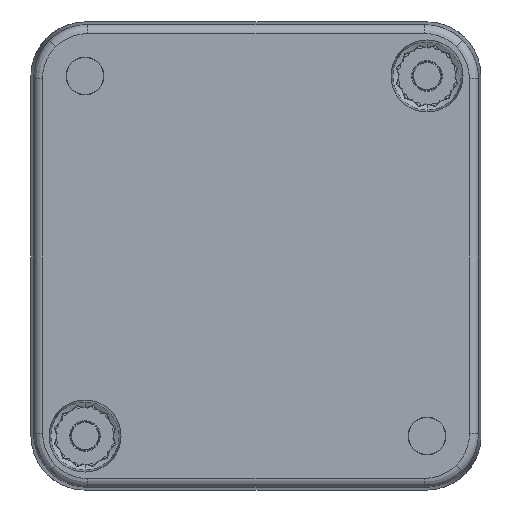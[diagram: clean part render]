
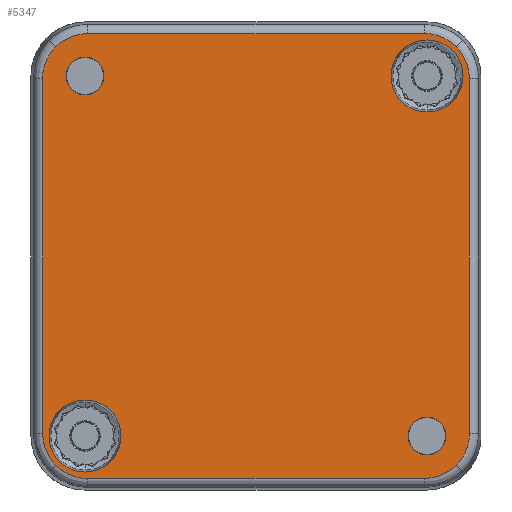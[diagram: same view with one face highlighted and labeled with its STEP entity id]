
A CAD part, front view. The second image highlights one B-rep face of the part: STEP entity #5347.
In plain terms, the highlighted planar face has unit normal (0, -1, 0).
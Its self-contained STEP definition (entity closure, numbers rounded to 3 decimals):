
#568 = VERTEX_POINT('',#569);
#569 = CARTESIAN_POINT('',(19.,-26.5,16.));
#575 = EDGE_CURVE('',#576,#568,#578,.T.);
#576 = VERTEX_POINT('',#577);
#577 = CARTESIAN_POINT('',(19.,-26.5,24.));
#578 = CIRCLE('',#579,4.);
#579 = AXIS2_PLACEMENT_3D('',#580,#581,#582);
#580 = CARTESIAN_POINT('',(19.,-26.5,20.));
#581 = DIRECTION('',(0.,-1.,0.));
#582 = DIRECTION('',(0.,0.,-1.));
#610 = VERTEX_POINT('',#611);
#611 = CARTESIAN_POINT('',(-19.,-26.5,-24.));
#617 = EDGE_CURVE('',#618,#610,#620,.T.);
#618 = VERTEX_POINT('',#619);
#619 = CARTESIAN_POINT('',(-19.,-26.5,-16.));
#620 = CIRCLE('',#621,4.);
#621 = AXIS2_PLACEMENT_3D('',#622,#623,#624);
#622 = CARTESIAN_POINT('',(-19.,-26.5,-20.));
#623 = DIRECTION('',(0.,-1.,0.));
#624 = DIRECTION('',(0.,0.,-1.));
#650 = VERTEX_POINT('',#651);
#651 = CARTESIAN_POINT('',(-19.,-26.5,22.1));
#669 = VERTEX_POINT('',#670);
#670 = CARTESIAN_POINT('',(-19.,-26.5,17.9));
#676 = EDGE_CURVE('',#669,#650,#677,.T.);
#677 = CIRCLE('',#678,2.1);
#678 = AXIS2_PLACEMENT_3D('',#679,#680,#681);
#679 = CARTESIAN_POINT('',(-19.,-26.5,20.));
#680 = DIRECTION('',(0.,1.,0.));
#681 = DIRECTION('',(0.,-0.,1.));
#692 = VERTEX_POINT('',#693);
#693 = CARTESIAN_POINT('',(19.,-26.5,-17.9));
#711 = VERTEX_POINT('',#712);
#712 = CARTESIAN_POINT('',(19.,-26.5,-22.1));
#718 = EDGE_CURVE('',#711,#692,#719,.T.);
#719 = CIRCLE('',#720,2.1);
#720 = AXIS2_PLACEMENT_3D('',#721,#722,#723);
#721 = CARTESIAN_POINT('',(19.,-26.5,-20.));
#722 = DIRECTION('',(0.,1.,0.));
#723 = DIRECTION('',(0.,-0.,1.));
#995 = VERTEX_POINT('',#996);
#996 = CARTESIAN_POINT('',(22.247,-26.5,23.247));
#1003 = EDGE_CURVE('',#1004,#995,#1006,.T.);
#1004 = VERTEX_POINT('',#1005);
#1005 = CARTESIAN_POINT('',(23.712,-26.5,19.712));
#1006 = ( BOUNDED_CURVE() B_SPLINE_CURVE(3,(#1007,#1008,#1009,#1010),
.UNSPECIFIED.,.F.,.F.) B_SPLINE_CURVE_WITH_KNOTS((4,4),(5.498,
6.283),.PIECEWISE_BEZIER_KNOTS.) CURVE() 
GEOMETRIC_REPRESENTATION_ITEM() RATIONAL_B_SPLINE_CURVE((1.,
0.949,0.949,1.)) REPRESENTATION_ITEM('') );
#1007 = CARTESIAN_POINT('',(23.712,-26.5,19.712));
#1008 = CARTESIAN_POINT('',(23.712,-26.5,21.056));
#1009 = CARTESIAN_POINT('',(23.197,-26.5,22.297));
#1010 = CARTESIAN_POINT('',(22.247,-26.5,23.247));
#1053 = VERTEX_POINT('',#1054);
#1054 = CARTESIAN_POINT('',(-22.247,-26.5,23.247));
#1061 = EDGE_CURVE('',#1062,#1053,#1064,.T.);
#1062 = VERTEX_POINT('',#1063);
#1063 = CARTESIAN_POINT('',(-18.712,-26.5,24.712));
#1064 = ( BOUNDED_CURVE() B_SPLINE_CURVE(3,(#1065,#1066,#1067,#1068),
.UNSPECIFIED.,.F.,.F.) B_SPLINE_CURVE_WITH_KNOTS((4,4),(5.498,
6.283),.PIECEWISE_BEZIER_KNOTS.) CURVE() 
GEOMETRIC_REPRESENTATION_ITEM() RATIONAL_B_SPLINE_CURVE((1.,
0.949,0.949,1.)) REPRESENTATION_ITEM('') );
#1065 = CARTESIAN_POINT('',(-18.712,-26.5,24.712));
#1066 = CARTESIAN_POINT('',(-20.056,-26.5,24.712));
#1067 = CARTESIAN_POINT('',(-21.297,-26.5,24.197));
#1068 = CARTESIAN_POINT('',(-22.247,-26.5,23.247));
#1111 = VERTEX_POINT('',#1112);
#1112 = CARTESIAN_POINT('',(-22.247,-26.5,-23.247));
#1119 = EDGE_CURVE('',#1120,#1111,#1122,.T.);
#1120 = VERTEX_POINT('',#1121);
#1121 = CARTESIAN_POINT('',(-23.712,-26.5,-19.712));
#1122 = ( BOUNDED_CURVE() B_SPLINE_CURVE(3,(#1123,#1124,#1125,#1126),
.UNSPECIFIED.,.F.,.F.) B_SPLINE_CURVE_WITH_KNOTS((4,4),(5.498,
6.283),.PIECEWISE_BEZIER_KNOTS.) CURVE() 
GEOMETRIC_REPRESENTATION_ITEM() RATIONAL_B_SPLINE_CURVE((1.,
0.949,0.949,1.)) REPRESENTATION_ITEM('') );
#1123 = CARTESIAN_POINT('',(-23.712,-26.5,-19.712));
#1124 = CARTESIAN_POINT('',(-23.712,-26.5,-21.056));
#1125 = CARTESIAN_POINT('',(-23.197,-26.5,-22.297));
#1126 = CARTESIAN_POINT('',(-22.247,-26.5,-23.247));
#1169 = VERTEX_POINT('',#1170);
#1170 = CARTESIAN_POINT('',(22.247,-26.5,-23.247));
#1177 = EDGE_CURVE('',#1178,#1169,#1180,.T.);
#1178 = VERTEX_POINT('',#1179);
#1179 = CARTESIAN_POINT('',(18.712,-26.5,-24.712));
#1180 = ( BOUNDED_CURVE() B_SPLINE_CURVE(3,(#1181,#1182,#1183,#1184),
.UNSPECIFIED.,.F.,.F.) B_SPLINE_CURVE_WITH_KNOTS((4,4),(5.498,
6.283),.PIECEWISE_BEZIER_KNOTS.) CURVE() 
GEOMETRIC_REPRESENTATION_ITEM() RATIONAL_B_SPLINE_CURVE((1.,
0.949,0.949,1.)) REPRESENTATION_ITEM('') );
#1181 = CARTESIAN_POINT('',(18.712,-26.5,-24.712));
#1182 = CARTESIAN_POINT('',(20.056,-26.5,-24.712));
#1183 = CARTESIAN_POINT('',(21.297,-26.5,-24.197));
#1184 = CARTESIAN_POINT('',(22.247,-26.5,-23.247));
#5347 = ADVANCED_FACE('',(#5348,#5358,#5368,#5378,#5388),#5454,.T.);
#5348 = FACE_BOUND('',#5349,.T.);
#5349 = EDGE_LOOP('',(#5350,#5357));
#5350 = ORIENTED_EDGE('',*,*,#5351,.F.);
#5351 = EDGE_CURVE('',#568,#576,#5352,.T.);
#5352 = CIRCLE('',#5353,4.);
#5353 = AXIS2_PLACEMENT_3D('',#5354,#5355,#5356);
#5354 = CARTESIAN_POINT('',(19.,-26.5,20.));
#5355 = DIRECTION('',(0.,-1.,0.));
#5356 = DIRECTION('',(0.,0.,-1.));
#5357 = ORIENTED_EDGE('',*,*,#575,.F.);
#5358 = FACE_BOUND('',#5359,.T.);
#5359 = EDGE_LOOP('',(#5360,#5367));
#5360 = ORIENTED_EDGE('',*,*,#5361,.F.);
#5361 = EDGE_CURVE('',#610,#618,#5362,.T.);
#5362 = CIRCLE('',#5363,4.);
#5363 = AXIS2_PLACEMENT_3D('',#5364,#5365,#5366);
#5364 = CARTESIAN_POINT('',(-19.,-26.5,-20.));
#5365 = DIRECTION('',(0.,-1.,0.));
#5366 = DIRECTION('',(0.,0.,-1.));
#5367 = ORIENTED_EDGE('',*,*,#617,.F.);
#5368 = FACE_BOUND('',#5369,.T.);
#5369 = EDGE_LOOP('',(#5370,#5377));
#5370 = ORIENTED_EDGE('',*,*,#5371,.T.);
#5371 = EDGE_CURVE('',#650,#669,#5372,.T.);
#5372 = CIRCLE('',#5373,2.1);
#5373 = AXIS2_PLACEMENT_3D('',#5374,#5375,#5376);
#5374 = CARTESIAN_POINT('',(-19.,-26.5,20.));
#5375 = DIRECTION('',(0.,1.,0.));
#5376 = DIRECTION('',(0.,-0.,1.));
#5377 = ORIENTED_EDGE('',*,*,#676,.T.);
#5378 = FACE_BOUND('',#5379,.T.);
#5379 = EDGE_LOOP('',(#5380,#5387));
#5380 = ORIENTED_EDGE('',*,*,#5381,.T.);
#5381 = EDGE_CURVE('',#692,#711,#5382,.T.);
#5382 = CIRCLE('',#5383,2.1);
#5383 = AXIS2_PLACEMENT_3D('',#5384,#5385,#5386);
#5384 = CARTESIAN_POINT('',(19.,-26.5,-20.));
#5385 = DIRECTION('',(0.,1.,0.));
#5386 = DIRECTION('',(0.,-0.,1.));
#5387 = ORIENTED_EDGE('',*,*,#718,.T.);
#5388 = FACE_BOUND('',#5389,.T.);
#5389 = EDGE_LOOP('',(#5390,#5398,#5399,#5408,#5414,#5415,#5424,#5430,
    #5431,#5440,#5446,#5447));
#5390 = ORIENTED_EDGE('',*,*,#5391,.T.);
#5391 = EDGE_CURVE('',#5392,#1178,#5394,.T.);
#5392 = VERTEX_POINT('',#5393);
#5393 = CARTESIAN_POINT('',(-18.712,-26.5,-24.712));
#5394 = LINE('',#5395,#5396);
#5395 = CARTESIAN_POINT('',(25.,-26.5,-24.712));
#5396 = VECTOR('',#5397,1.);
#5397 = DIRECTION('',(1.,-0.,-0.));
#5398 = ORIENTED_EDGE('',*,*,#1177,.T.);
#5399 = ORIENTED_EDGE('',*,*,#5400,.T.);
#5400 = EDGE_CURVE('',#1169,#5401,#5403,.T.);
#5401 = VERTEX_POINT('',#5402);
#5402 = CARTESIAN_POINT('',(23.712,-26.5,-19.712));
#5403 = ( BOUNDED_CURVE() B_SPLINE_CURVE(3,(#5404,#5405,#5406,#5407),
.UNSPECIFIED.,.F.,.F.) B_SPLINE_CURVE_WITH_KNOTS((4,4),(0.,
0.785),.PIECEWISE_BEZIER_KNOTS.) CURVE() 
GEOMETRIC_REPRESENTATION_ITEM() RATIONAL_B_SPLINE_CURVE((1.,
0.949,0.949,1.)) REPRESENTATION_ITEM('') );
#5404 = CARTESIAN_POINT('',(22.247,-26.5,-23.247));
#5405 = CARTESIAN_POINT('',(23.197,-26.5,-22.297));
#5406 = CARTESIAN_POINT('',(23.712,-26.5,-21.056));
#5407 = CARTESIAN_POINT('',(23.712,-26.5,-19.712));
#5408 = ORIENTED_EDGE('',*,*,#5409,.T.);
#5409 = EDGE_CURVE('',#5401,#1004,#5410,.T.);
#5410 = LINE('',#5411,#5412);
#5411 = CARTESIAN_POINT('',(23.712,-26.5,-26.));
#5412 = VECTOR('',#5413,1.);
#5413 = DIRECTION('',(-0.,-0.,1.));
#5414 = ORIENTED_EDGE('',*,*,#1003,.T.);
#5415 = ORIENTED_EDGE('',*,*,#5416,.T.);
#5416 = EDGE_CURVE('',#995,#5417,#5419,.T.);
#5417 = VERTEX_POINT('',#5418);
#5418 = CARTESIAN_POINT('',(18.712,-26.5,24.712));
#5419 = ( BOUNDED_CURVE() B_SPLINE_CURVE(3,(#5420,#5421,#5422,#5423),
.UNSPECIFIED.,.F.,.F.) B_SPLINE_CURVE_WITH_KNOTS((4,4),(
0.,0.785),.PIECEWISE_BEZIER_KNOTS.) CURVE() 
GEOMETRIC_REPRESENTATION_ITEM() RATIONAL_B_SPLINE_CURVE((1.,
0.949,0.949,1.)) REPRESENTATION_ITEM('') );
#5420 = CARTESIAN_POINT('',(22.247,-26.5,23.247));
#5421 = CARTESIAN_POINT('',(21.297,-26.5,24.197));
#5422 = CARTESIAN_POINT('',(20.056,-26.5,24.712));
#5423 = CARTESIAN_POINT('',(18.712,-26.5,24.712));
#5424 = ORIENTED_EDGE('',*,*,#5425,.T.);
#5425 = EDGE_CURVE('',#5417,#1062,#5426,.T.);
#5426 = LINE('',#5427,#5428);
#5427 = CARTESIAN_POINT('',(25.,-26.5,24.712));
#5428 = VECTOR('',#5429,1.);
#5429 = DIRECTION('',(-1.,-0.,-0.));
#5430 = ORIENTED_EDGE('',*,*,#1061,.T.);
#5431 = ORIENTED_EDGE('',*,*,#5432,.T.);
#5432 = EDGE_CURVE('',#1053,#5433,#5435,.T.);
#5433 = VERTEX_POINT('',#5434);
#5434 = CARTESIAN_POINT('',(-23.712,-26.5,19.712));
#5435 = ( BOUNDED_CURVE() B_SPLINE_CURVE(3,(#5436,#5437,#5438,#5439),
.UNSPECIFIED.,.F.,.F.) B_SPLINE_CURVE_WITH_KNOTS((4,4),(0.,
0.785),.PIECEWISE_BEZIER_KNOTS.) CURVE() 
GEOMETRIC_REPRESENTATION_ITEM() RATIONAL_B_SPLINE_CURVE((1.,
0.949,0.949,1.)) REPRESENTATION_ITEM('') );
#5436 = CARTESIAN_POINT('',(-22.247,-26.5,23.247));
#5437 = CARTESIAN_POINT('',(-23.197,-26.5,22.297));
#5438 = CARTESIAN_POINT('',(-23.712,-26.5,21.056));
#5439 = CARTESIAN_POINT('',(-23.712,-26.5,19.712));
#5440 = ORIENTED_EDGE('',*,*,#5441,.T.);
#5441 = EDGE_CURVE('',#5433,#1120,#5442,.T.);
#5442 = LINE('',#5443,#5444);
#5443 = CARTESIAN_POINT('',(-23.712,-26.5,-26.));
#5444 = VECTOR('',#5445,1.);
#5445 = DIRECTION('',(-0.,-0.,-1.));
#5446 = ORIENTED_EDGE('',*,*,#1119,.T.);
#5447 = ORIENTED_EDGE('',*,*,#5448,.T.);
#5448 = EDGE_CURVE('',#1111,#5392,#5449,.T.);
#5449 = ( BOUNDED_CURVE() B_SPLINE_CURVE(3,(#5450,#5451,#5452,#5453),
.UNSPECIFIED.,.F.,.F.) B_SPLINE_CURVE_WITH_KNOTS((4,4),(
0.,0.785),.PIECEWISE_BEZIER_KNOTS.) CURVE() 
GEOMETRIC_REPRESENTATION_ITEM() RATIONAL_B_SPLINE_CURVE((1.,
0.949,0.949,1.)) REPRESENTATION_ITEM('') );
#5450 = CARTESIAN_POINT('',(-22.247,-26.5,-23.247));
#5451 = CARTESIAN_POINT('',(-21.297,-26.5,-24.197));
#5452 = CARTESIAN_POINT('',(-20.056,-26.5,-24.712));
#5453 = CARTESIAN_POINT('',(-18.712,-26.5,-24.712));
#5454 = PLANE('',#5455);
#5455 = AXIS2_PLACEMENT_3D('',#5456,#5457,#5458);
#5456 = CARTESIAN_POINT('',(25.,-26.5,-26.));
#5457 = DIRECTION('',(0.,-1.,0.));
#5458 = DIRECTION('',(0.,-0.,-1.));
